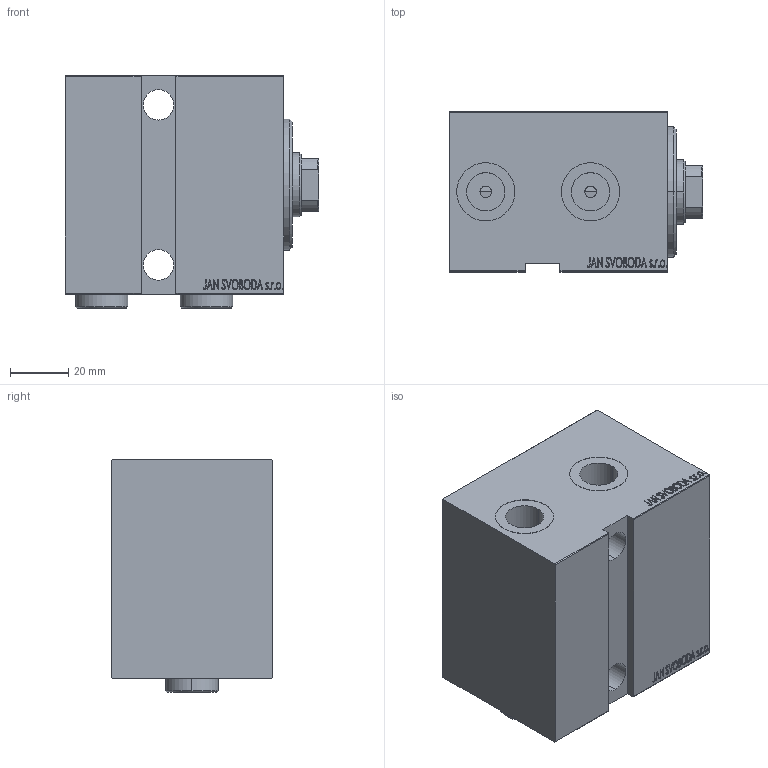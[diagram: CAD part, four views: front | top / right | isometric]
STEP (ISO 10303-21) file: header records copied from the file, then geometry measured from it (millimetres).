
FILE_DESCRIPTION (( 'STEP AP203' ), '1' );
FILE_NAME ('1774.STEP', '2024-02-11T19:55:02', ( '' ), ( '' ), 'SwSTEP 2.0', 'SolidWorks 2019', '' );
FILE_SCHEMA (( 'CONFIG_CONTROL_DESIGN' ));
Length unit declared in the file: millimetre
Products named in the file (5): 1774; Zatka_OIL_PORT d06e3d41c2f8b2dc9ce39c18e644beae; V450CM_E_VCP d06e3d41c2f8b2dc9ce39c18e644beae; V450CM_E_Body d06e3d41c2f8b2dc9ce39c18e644beae; V450CM_VC_B d06e3d41c2f8b2dc9ce39c18e644beae
Assembly tree (5 placements, depth 2):
  1774
    V450CM_E_Body d06e3d41c2f8b2dc9ce39c18e644beae
    V450CM_E_VCP d06e3d41c2f8b2dc9ce39c18e644beae
    V450CM_VC_B d06e3d41c2f8b2dc9ce39c18e644beae
    Zatka_OIL_PORT d06e3d41c2f8b2dc9ce39c18e644beae  x2
Bounding box: 87 x 55 x 79.9 mm (x, y, z)
Volume: 284761.7 mm3; surface area: 55987.9 mm2
Topology: 5 solids, 5 shells, 899 faces, 2290 edges, 1513 vertices
Faces by surface type: plane 443, bspline 380, cylinder 58, cone 18
Entity records: 43985 total; most frequent: CARTESIAN_POINT 24593, ORIENTED_EDGE 4496, DIRECTION 2618, EDGE_CURVE 2248, VERTEX_POINT 1489, VECTOR 1350, LINE 1350, EDGE_LOOP 1003
